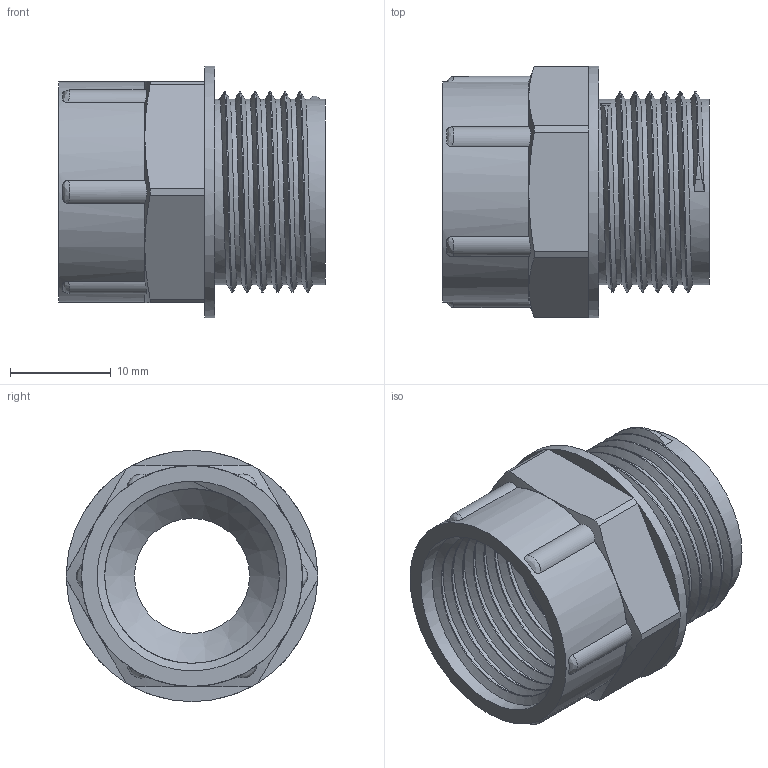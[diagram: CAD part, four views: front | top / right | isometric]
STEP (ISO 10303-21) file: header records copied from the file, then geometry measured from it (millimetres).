
FILE_DESCRIPTION(/* description */ ('Adapter sechskant M 20x1,5 / PG 11'),/* implementation_level */ '2;1');
FILE_NAME(/* name */ '11072011-RST.stp',/* time_stamp */ '2021-08-10T14:44:11+02:00',/* author */ ('sl'),/* organization */ (''),/* preprocessor_version */ 'ST-DEVELOPER v16.5',/* originating_system */ 'Autodesk Inventor 2017',/* authorisation */ '');
FILE_SCHEMA (('AUTOMOTIVE_DESIGN { 1 0 10303 214 3 1 1 }'));
Length unit declared in the file: millimetre
Products named in the file (1): 11072011
Bounding box: 26.5 x 25 x 25 mm (x, y, z)
Volume: 3927.5 mm3; surface area: 4501.4 mm2
Topology: 1 solids, 1 shells, 84 faces, 221 edges, 141 vertices
Faces by surface type: plane 38, cylinder 29, bspline 10, cone 7
Full cylindrical faces by diameter (mm): 11.45 x1, 13.46 x1, 18.428 x6, 18.892 x7, 21.96 x1, 25 x1
Entity records: 5573 total; most frequent: CARTESIAN_POINT 3961, ORIENTED_EDGE 342, DIRECTION 307, EDGE_CURVE 171, AXIS2_PLACEMENT_3D 131, VERTEX_POINT 111, EDGE_LOOP 84, FACE_OUTER_BOUND 72
